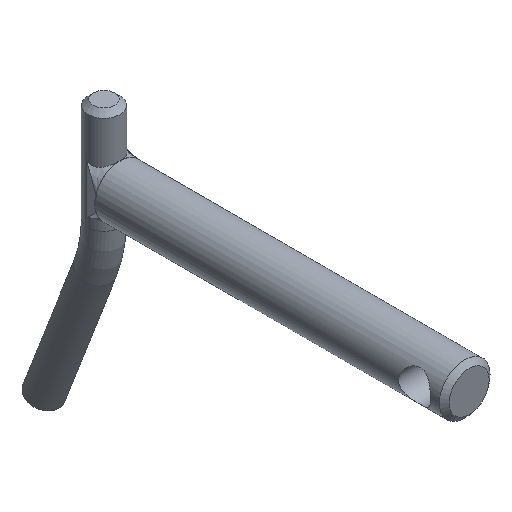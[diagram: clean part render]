
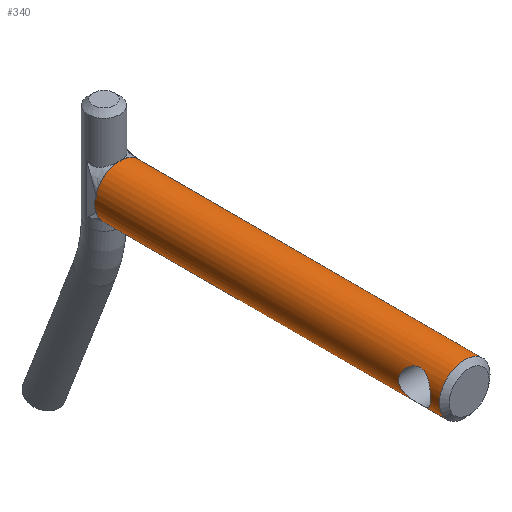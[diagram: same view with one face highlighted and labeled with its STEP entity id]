
A CAD part, isometric view. The second image highlights one B-rep face of the part: STEP entity #340.
In plain terms, the highlighted cylindrical face has radius 9.5 mm (diameter 19 mm), a full revolution.
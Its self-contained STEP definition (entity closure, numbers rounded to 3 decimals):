
#24=FACE_BOUND('',#133,.T.);
#25=CIRCLE('',#426,9.5);
#26=CIRCLE('',#427,9.5);
#28=CIRCLE('',#430,9.5);
#72=LINE('',#11792,#86);
#73=LINE('',#11813,#87);
#86=VECTOR('',#493,9.5);
#87=VECTOR('',#494,9.5);
#95=CYLINDRICAL_SURFACE('',#429,9.5);
#110=FACE_OUTER_BOUND('',#132,.T.);
#132=EDGE_LOOP('',(#276,#277,#278,#279,#280,#281,#282,#283,#284));
#133=EDGE_LOOP('',(#285,#286));
#156=B_SPLINE_CURVE_WITH_KNOTS('',3,(#11794,#11795,#11796,#11797,#11798,
#11799,#11800,#11801,#11802,#11803,#11804,#11805,#11806,#11807,#11808,#11809,
#11810,#11811,#11812),.UNSPECIFIED.,.F.,.F.,(4,2,2,2,3,2,2,2,4),(2.81,
3.043,3.276,3.511,3.747,3.982,
4.217,4.45,4.683),.UNSPECIFIED.);
#157=B_SPLINE_CURVE_WITH_KNOTS('',3,(#11814,#11815,#11816,#11817,#11818,
#11819,#11820,#11821,#11822,#11823,#11824,#11825,#11826,#11827,#11828,#11829,
#11830,#11831),.UNSPECIFIED.,.F.,.F.,(4,2,2,2,2,2,2,2,4),(0.937,
1.17,1.403,1.638,1.873,2.108,
2.344,2.577,2.81),.UNSPECIFIED.);
#158=B_SPLINE_CURVE_WITH_KNOTS('',3,(#11834,#11835,#11836,#11837,#11838,
#11839,#11840,#11841,#11842,#11843,#11844,#11845,#11846,#11847,#11848,#11849,
#11850,#11851,#11852,#11853,#11854,#11855,#11856,#11857,#11858,#11859),
 .UNSPECIFIED.,.F.,.F.,(4,2,2,2,2,2,2,2,2,2,2,2,4),(0.,0.235,
0.47,0.703,0.937,1.17,
1.403,1.638,1.873,2.108,2.344,
2.577,2.81),.UNSPECIFIED.);
#159=B_SPLINE_CURVE_WITH_KNOTS('',3,(#11860,#11861,#11862,#11863,#11864,
#11865,#11866,#11867,#11868,#11869),.UNSPECIFIED.,.F.,.F.,(4,2,2,2,4),(2.81,
3.043,3.276,3.511,3.747),
 .UNSPECIFIED.);
#172=VERTEX_POINT('',#11781);
#173=VERTEX_POINT('',#11782);
#175=VERTEX_POINT('',#11789);
#176=VERTEX_POINT('',#11791);
#177=VERTEX_POINT('',#11793);
#178=VERTEX_POINT('',#11832);
#179=VERTEX_POINT('',#11833);
#208=EDGE_CURVE('',#172,#173,#25,.T.);
#209=EDGE_CURVE('',#173,#172,#26,.T.);
#212=EDGE_CURVE('',#175,#175,#28,.T.);
#213=EDGE_CURVE('',#175,#176,#72,.T.);
#214=EDGE_CURVE('',#176,#177,#156,.T.);
#215=EDGE_CURVE('',#177,#173,#73,.T.);
#216=EDGE_CURVE('',#177,#176,#157,.T.);
#217=EDGE_CURVE('',#178,#179,#158,.T.);
#218=EDGE_CURVE('',#179,#178,#159,.T.);
#276=ORIENTED_EDGE('',*,*,#212,.F.);
#277=ORIENTED_EDGE('',*,*,#213,.T.);
#278=ORIENTED_EDGE('',*,*,#214,.T.);
#279=ORIENTED_EDGE('',*,*,#215,.T.);
#280=ORIENTED_EDGE('',*,*,#208,.F.);
#281=ORIENTED_EDGE('',*,*,#209,.F.);
#282=ORIENTED_EDGE('',*,*,#215,.F.);
#283=ORIENTED_EDGE('',*,*,#216,.T.);
#284=ORIENTED_EDGE('',*,*,#213,.F.);
#285=ORIENTED_EDGE('',*,*,#217,.T.);
#286=ORIENTED_EDGE('',*,*,#218,.T.);
#340=ADVANCED_FACE('',(#110,#24),#95,.T.);
#426=AXIS2_PLACEMENT_3D('',#11783,#482,#483);
#427=AXIS2_PLACEMENT_3D('',#11784,#484,#485);
#429=AXIS2_PLACEMENT_3D('',#11788,#489,#490);
#430=AXIS2_PLACEMENT_3D('',#11790,#491,#492);
#482=DIRECTION('center_axis',(0.,-1.,0.));
#483=DIRECTION('ref_axis',(1.,0.,0.));
#484=DIRECTION('center_axis',(0.,-1.,0.));
#485=DIRECTION('ref_axis',(1.,0.,0.));
#489=DIRECTION('center_axis',(0.,1.,0.));
#490=DIRECTION('ref_axis',(-1.,0.,0.));
#491=DIRECTION('center_axis',(0.,1.,0.));
#492=DIRECTION('ref_axis',(-1.,0.,0.));
#493=DIRECTION('',(0.,-1.,0.));
#494=DIRECTION('',(0.,-1.,0.));
#11781=CARTESIAN_POINT('',(-9.5,1.678,0.));
#11782=CARTESIAN_POINT('',(9.5,1.678,0.));
#11783=CARTESIAN_POINT('Origin',(0.,1.678,0.));
#11784=CARTESIAN_POINT('Origin',(0.,1.678,0.));
#11788=CARTESIAN_POINT('Origin',(0.,0.,0.));
#11789=CARTESIAN_POINT('',(9.5,131.,0.));
#11790=CARTESIAN_POINT('Origin',(0.,131.,0.));
#11791=CARTESIAN_POINT('',(9.5,17.,0.));
#11792=CARTESIAN_POINT('',(9.5,0.,0.));
#11793=CARTESIAN_POINT('',(9.5,5.,0.));
#11794=CARTESIAN_POINT('Ctrl Pts',(9.5,17.,0.));
#11795=CARTESIAN_POINT('Ctrl Pts',(9.5,17.,-0.777));
#11796=CARTESIAN_POINT('Ctrl Pts',(9.396,16.84,-1.592));
#11797=CARTESIAN_POINT('Ctrl Pts',(9.024,16.22,-3.064));
#11798=CARTESIAN_POINT('Ctrl Pts',(8.759,15.761,-3.724));
#11799=CARTESIAN_POINT('Ctrl Pts',(8.239,14.72,-4.765));
#11800=CARTESIAN_POINT('Ctrl Pts',(7.946,14.061,-5.221));
#11801=CARTESIAN_POINT('Ctrl Pts',(7.504,12.595,-5.839));
#11802=CARTESIAN_POINT('Ctrl Pts',(7.365,11.784,-6.));
#11803=CARTESIAN_POINT('Ctrl Pts',(7.365,11.,-6.));
#11804=CARTESIAN_POINT('Ctrl Pts',(7.365,10.216,-6.));
#11805=CARTESIAN_POINT('Ctrl Pts',(7.504,9.405,-5.839));
#11806=CARTESIAN_POINT('Ctrl Pts',(7.946,7.939,-5.221));
#11807=CARTESIAN_POINT('Ctrl Pts',(8.239,7.28,-4.765));
#11808=CARTESIAN_POINT('Ctrl Pts',(8.759,6.239,-3.724));
#11809=CARTESIAN_POINT('Ctrl Pts',(9.024,5.78,-3.064));
#11810=CARTESIAN_POINT('Ctrl Pts',(9.396,5.16,-1.592));
#11811=CARTESIAN_POINT('Ctrl Pts',(9.5,5.,-0.777));
#11812=CARTESIAN_POINT('Ctrl Pts',(9.5,5.,0.));
#11813=CARTESIAN_POINT('',(9.5,0.,0.));
#11814=CARTESIAN_POINT('Ctrl Pts',(9.5,5.,0.));
#11815=CARTESIAN_POINT('Ctrl Pts',(9.5,5.,0.777));
#11816=CARTESIAN_POINT('Ctrl Pts',(9.396,5.16,1.592));
#11817=CARTESIAN_POINT('Ctrl Pts',(9.024,5.78,3.064));
#11818=CARTESIAN_POINT('Ctrl Pts',(8.759,6.239,3.724));
#11819=CARTESIAN_POINT('Ctrl Pts',(8.239,7.28,4.765));
#11820=CARTESIAN_POINT('Ctrl Pts',(7.946,7.939,5.221));
#11821=CARTESIAN_POINT('Ctrl Pts',(7.504,9.405,5.839));
#11822=CARTESIAN_POINT('Ctrl Pts',(7.365,10.216,6.));
#11823=CARTESIAN_POINT('Ctrl Pts',(7.365,11.784,6.));
#11824=CARTESIAN_POINT('Ctrl Pts',(7.504,12.595,5.839));
#11825=CARTESIAN_POINT('Ctrl Pts',(7.946,14.061,5.221));
#11826=CARTESIAN_POINT('Ctrl Pts',(8.239,14.72,4.765));
#11827=CARTESIAN_POINT('Ctrl Pts',(8.759,15.761,3.724));
#11828=CARTESIAN_POINT('Ctrl Pts',(9.024,16.22,3.064));
#11829=CARTESIAN_POINT('Ctrl Pts',(9.396,16.84,1.592));
#11830=CARTESIAN_POINT('Ctrl Pts',(9.5,17.,0.777));
#11831=CARTESIAN_POINT('Ctrl Pts',(9.5,17.,0.));
#11832=CARTESIAN_POINT('',(-7.365,11.,-6.));
#11833=CARTESIAN_POINT('',(-9.5,5.,0.));
#11834=CARTESIAN_POINT('Ctrl Pts',(-7.365,11.,-6.));
#11835=CARTESIAN_POINT('Ctrl Pts',(-7.365,11.784,-6.));
#11836=CARTESIAN_POINT('Ctrl Pts',(-7.504,12.595,-5.839));
#11837=CARTESIAN_POINT('Ctrl Pts',(-7.946,14.061,-5.221));
#11838=CARTESIAN_POINT('Ctrl Pts',(-8.239,14.72,-4.765));
#11839=CARTESIAN_POINT('Ctrl Pts',(-8.759,15.761,-3.724));
#11840=CARTESIAN_POINT('Ctrl Pts',(-9.024,16.22,-3.064));
#11841=CARTESIAN_POINT('Ctrl Pts',(-9.396,16.84,-1.592));
#11842=CARTESIAN_POINT('Ctrl Pts',(-9.5,17.,-0.777));
#11843=CARTESIAN_POINT('Ctrl Pts',(-9.5,17.,0.777));
#11844=CARTESIAN_POINT('Ctrl Pts',(-9.396,16.84,1.592));
#11845=CARTESIAN_POINT('Ctrl Pts',(-9.024,16.22,3.064));
#11846=CARTESIAN_POINT('Ctrl Pts',(-8.759,15.761,3.724));
#11847=CARTESIAN_POINT('Ctrl Pts',(-8.239,14.72,4.765));
#11848=CARTESIAN_POINT('Ctrl Pts',(-7.946,14.061,5.221));
#11849=CARTESIAN_POINT('Ctrl Pts',(-7.504,12.595,5.839));
#11850=CARTESIAN_POINT('Ctrl Pts',(-7.365,11.784,6.));
#11851=CARTESIAN_POINT('Ctrl Pts',(-7.365,10.216,6.));
#11852=CARTESIAN_POINT('Ctrl Pts',(-7.504,9.405,5.839));
#11853=CARTESIAN_POINT('Ctrl Pts',(-7.946,7.939,5.221));
#11854=CARTESIAN_POINT('Ctrl Pts',(-8.239,7.28,4.765));
#11855=CARTESIAN_POINT('Ctrl Pts',(-8.759,6.239,3.724));
#11856=CARTESIAN_POINT('Ctrl Pts',(-9.024,5.78,3.064));
#11857=CARTESIAN_POINT('Ctrl Pts',(-9.396,5.16,1.592));
#11858=CARTESIAN_POINT('Ctrl Pts',(-9.5,5.,0.777));
#11859=CARTESIAN_POINT('Ctrl Pts',(-9.5,5.,0.));
#11860=CARTESIAN_POINT('Ctrl Pts',(-9.5,5.,0.));
#11861=CARTESIAN_POINT('Ctrl Pts',(-9.5,5.,-0.777));
#11862=CARTESIAN_POINT('Ctrl Pts',(-9.396,5.16,-1.592));
#11863=CARTESIAN_POINT('Ctrl Pts',(-9.024,5.78,-3.064));
#11864=CARTESIAN_POINT('Ctrl Pts',(-8.759,6.239,-3.724));
#11865=CARTESIAN_POINT('Ctrl Pts',(-8.239,7.28,-4.765));
#11866=CARTESIAN_POINT('Ctrl Pts',(-7.946,7.939,-5.221));
#11867=CARTESIAN_POINT('Ctrl Pts',(-7.504,9.405,-5.839));
#11868=CARTESIAN_POINT('Ctrl Pts',(-7.365,10.216,-6.));
#11869=CARTESIAN_POINT('Ctrl Pts',(-7.365,11.,-6.));
